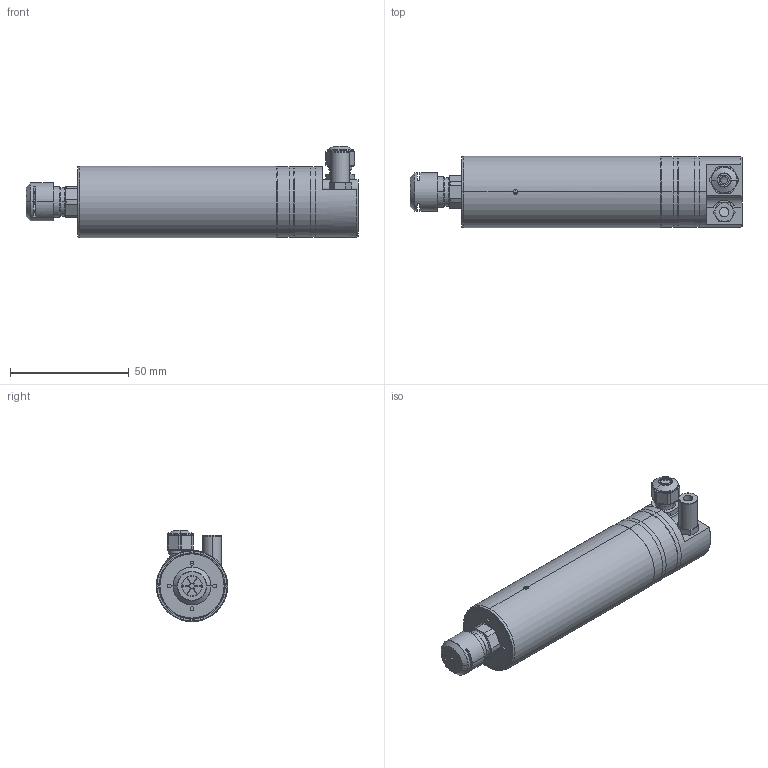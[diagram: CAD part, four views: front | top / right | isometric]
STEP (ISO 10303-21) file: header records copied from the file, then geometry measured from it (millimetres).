
FILE_DESCRIPTION (( 'STEP AP203' ), '1' );
FILE_NAME ('030S080S-00-.STEP', '2012-02-15T07:43:41', ( 'FM10CAD1' ), ( 'IBAG Switzerland AG' ), 'SwSTEP 2.0', 'SolidWorks 2010', '' );
FILE_SCHEMA (( 'CONFIG_CONTROL_DESIGN' ));
Length unit declared in the file: millimetre
Products named in the file (1): 030S080S-00-
Bounding box: 139.69 x 30 x 38.4 mm (x, y, z)
Surface area: 18647.7 mm2 (no closed solid volume)
Topology: 0 solids, 14 shells, 228 faces, 725 edges, 506 vertices
Faces by surface type: plane 94, cylinder 87, cone 31, torus 16
Entity records: 8354 total; most frequent: CARTESIAN_POINT 1814, DIRECTION 1433, ORIENTED_EDGE 1197, EDGE_CURVE 725, AXIS2_PLACEMENT_3D 545, VERTEX_POINT 506, LINE 343, VECTOR 343
